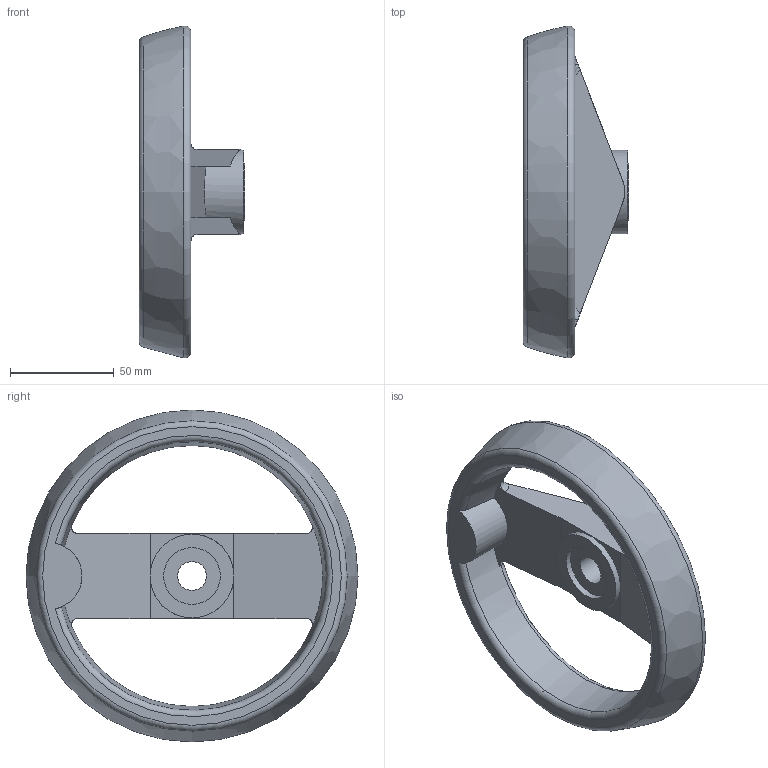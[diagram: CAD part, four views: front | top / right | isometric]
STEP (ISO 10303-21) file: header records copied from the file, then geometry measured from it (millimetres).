
FILE_DESCRIPTION(/* description */ (''),/* implementation_level */ '2;1');
FILE_NAME(/* name */ 'NTW160.dxf',/* time_stamp */ '2012-11-23T16:23:03+08:00',/* author */ (''),/* organization */ (''),/* preprocessor_version */ 'ST-DEVELOPER v9',/* originating_system */ 'UGS - NX 4.0',/* authorisation */ '');
FILE_SCHEMA (('CONFIG_CONTROL_DESIGN'));
Length unit declared in the file: millimetre
Products named in the file (1): Admi079Exly8
Bounding box: 51 x 159.87 x 159.87 mm (x, y, z)
Volume: 219708.8 mm3; surface area: 50389.4 mm2
Topology: 1 solids, 1 shells, 50 faces, 133 edges, 85 vertices
Faces by surface type: plane 23, cylinder 12, bspline 9, torus 5, cone 1
Full cylindrical faces by diameter (mm): 14 x1, 27.313 x2, 40.313 x2
Entity records: 1915 total; most frequent: CARTESIAN_POINT 675, ORIENTED_EDGE 246, DIRECTION 222, EDGE_CURVE 123, AXIS2_PLACEMENT_3D 88, VERTEX_POINT 83, EDGE_LOOP 64, ADVANCED_FACE 50
